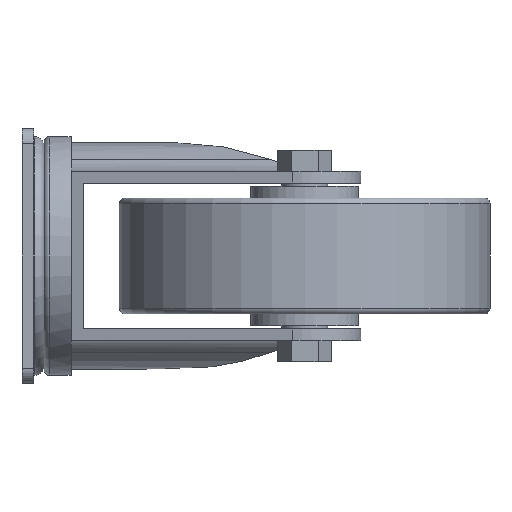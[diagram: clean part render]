
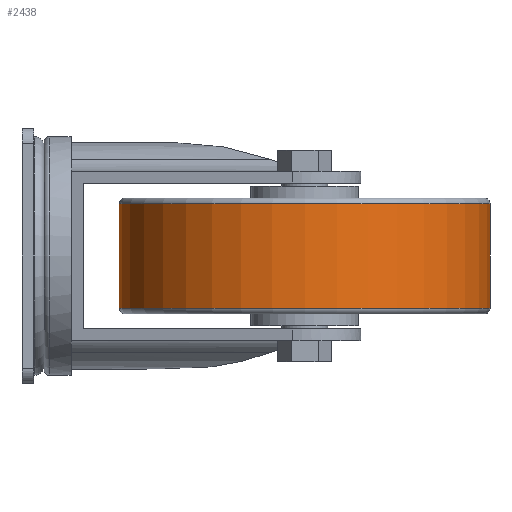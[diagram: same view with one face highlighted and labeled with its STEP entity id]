
A CAD part, left-side view. The second image highlights one B-rep face of the part: STEP entity #2438.
In plain terms, the highlighted cylindrical face has radius 80 mm (diameter 160 mm), a full revolution.
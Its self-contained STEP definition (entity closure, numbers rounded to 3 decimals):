
#69=CYLINDRICAL_SURFACE('',#2684,80.);
#173=CIRCLE('',#2683,80.);
#174=CIRCLE('',#2685,80.);
#639=ORIENTED_EDGE('',*,*,#1143,.T.);
#640=ORIENTED_EDGE('',*,*,#1142,.F.);
#1142=EDGE_CURVE('',#1428,#1428,#173,.T.);
#1143=EDGE_CURVE('',#1429,#1429,#174,.T.);
#1428=VERTEX_POINT('',#4053);
#1429=VERTEX_POINT('',#4056);
#2031=EDGE_LOOP('',(#639));
#2032=EDGE_LOOP('',(#640));
#2207=FACE_BOUND('',#2031,.T.);
#2208=FACE_BOUND('',#2032,.T.);
#2438=ADVANCED_FACE('',(#2207,#2208),#69,.T.);
#2683=AXIS2_PLACEMENT_3D('',#4052,#3261,#3262);
#2684=AXIS2_PLACEMENT_3D('',#4054,#3263,#3264);
#2685=AXIS2_PLACEMENT_3D('',#4055,#3265,#3266);
#3261=DIRECTION('',(0.,0.,-1.));
#3262=DIRECTION('',(-1.,0.,0.));
#3263=DIRECTION('',(0.,0.,-1.));
#3264=DIRECTION('',(-1.,0.,0.));
#3265=DIRECTION('',(0.,0.,-1.));
#3266=DIRECTION('',(-1.,0.,0.));
#4052=CARTESIAN_POINT('',(0.,0.,-22.5));
#4053=CARTESIAN_POINT('',(-80.,0.,-22.5));
#4054=CARTESIAN_POINT('',(0.,0.,-30.));
#4055=CARTESIAN_POINT('',(0.,0.,22.5));
#4056=CARTESIAN_POINT('',(-80.,0.,22.5));
